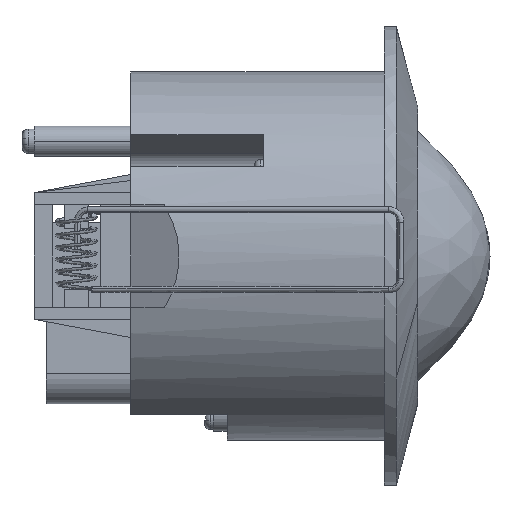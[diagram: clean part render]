
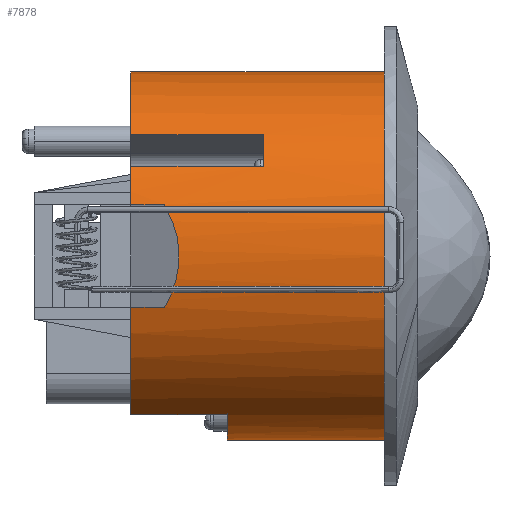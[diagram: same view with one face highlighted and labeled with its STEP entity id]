
A CAD part, left-side view. The second image highlights one B-rep face of the part: STEP entity #7878.
In plain terms, the highlighted cylindrical face has radius 30.5 mm (diameter 61 mm), a partial arc.
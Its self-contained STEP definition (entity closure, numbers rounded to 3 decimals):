
#142 = CIRCLE ( 'NONE', #8545, 30.5 ) ;
#184 = EDGE_CURVE ( 'NONE', #3008, #296, #11804, .T. ) ;
#296 = VERTEX_POINT ( 'NONE', #4404 ) ;
#383 = VERTEX_POINT ( 'NONE', #4231 ) ;
#701 = DIRECTION ( 'NONE',  ( 0., -1., 0. ) ) ;
#766 = CARTESIAN_POINT ( 'NONE',  ( -29.292, 45., -8.5 ) ) ;
#993 = VECTOR ( 'NONE', #6246, 1000. ) ;
#1267 = LINE ( 'NONE', #5123, #13513 ) ;
#2005 = CARTESIAN_POINT ( 'NONE',  ( 0., 61., 0. ) ) ;
#2303 = AXIS2_PLACEMENT_3D ( 'NONE', #14199, #6646, #5598 ) ;
#2345 =( BOUNDED_CURVE ( )  B_SPLINE_CURVE ( 3, ( #11883, #8185, #6910, #9329 ),
 .UNSPECIFIED., .F., .F. ) 
 B_SPLINE_CURVE_WITH_KNOTS ( ( 4, 4 ),
 ( 6.001, 6.566 ),
 .UNSPECIFIED. ) 
 CURVE ( )  GEOMETRIC_REPRESENTATION_ITEM ( )  RATIONAL_B_SPLINE_CURVE ( ( 1., 0.974, 0.974, 1. ) ) 
 REPRESENTATION_ITEM ( '' )  );
#2449 = CIRCLE ( 'NONE', #3773, 30.5 ) ;
#2503 = VERTEX_POINT ( 'NONE', #12596 ) ;
#2634 = CYLINDRICAL_SURFACE ( 'NONE', #3896, 30.5 ) ;
#3008 = VERTEX_POINT ( 'NONE', #6354 ) ;
#3212 = ORIENTED_EDGE ( 'NONE', *, *, #9413, .F. ) ;
#3335 = EDGE_CURVE ( 'NONE', #6484, #3872, #12429, .T. ) ;
#3357 = EDGE_LOOP ( 'NONE', ( #3212, #8975, #9902, #16077, #14362, #10399, #9090, #11639, #9633, #13753, #15087, #15420, #5379, #14434 ) ) ;
#3366 = VERTEX_POINT ( 'NONE', #12791 ) ;
#3372 = EDGE_CURVE ( 'NONE', #9173, #383, #13596, .T. ) ;
#3482 = VERTEX_POINT ( 'NONE', #11732 ) ;
#3773 = AXIS2_PLACEMENT_3D ( 'NONE', #13334, #9787, #8217 ) ;
#3872 = VERTEX_POINT ( 'NONE', #8691 ) ;
#3896 = AXIS2_PLACEMENT_3D ( 'NONE', #2005, #4557, #10832 ) ;
#4231 = CARTESIAN_POINT ( 'NONE',  ( -22.949, 23., 20.089 ) ) ;
#4308 = CARTESIAN_POINT ( 'NONE',  ( -29.292, 45., 8.5 ) ) ;
#4314 = EDGE_CURVE ( 'NONE', #7802, #15165, #16124, .T. ) ;
#4404 = CARTESIAN_POINT ( 'NONE',  ( 0., 1., -30.5 ) ) ;
#4557 = DIRECTION ( 'NONE',  ( 0., -1., 0. ) ) ;
#4564 = VERTEX_POINT ( 'NONE', #8904 ) ;
#5123 = CARTESIAN_POINT ( 'NONE',  ( -22.949, 23., 20.089 ) ) ;
#5379 = ORIENTED_EDGE ( 'NONE', *, *, #184, .T. ) ;
#5402 = DIRECTION ( 'NONE',  ( 0., 0., 1. ) ) ;
#5461 = CARTESIAN_POINT ( 'NONE',  ( 0., 45., 0. ) ) ;
#5478 = CARTESIAN_POINT ( 'NONE',  ( -15.5, 61., -26.268 ) ) ;
#5596 = CARTESIAN_POINT ( 'NONE',  ( -29.292, 61., 8.5 ) ) ;
#5598 = DIRECTION ( 'NONE',  ( 0., 0., 1. ) ) ;
#5610 = EDGE_CURVE ( 'NONE', #383, #4564, #1267, .T. ) ;
#5672 = EDGE_CURVE ( 'NONE', #12552, #3482, #15905, .T. ) ;
#5888 = VECTOR ( 'NONE', #9400, 1000. ) ;
#5894 = VECTOR ( 'NONE', #8143, 1000. ) ;
#6246 = DIRECTION ( 'NONE',  ( 0., -1., 0. ) ) ;
#6354 = CARTESIAN_POINT ( 'NONE',  ( 0., 29., -30.5 ) ) ;
#6389 = DIRECTION ( 'NONE',  ( 0., 1., 0. ) ) ;
#6425 = EDGE_CURVE ( 'NONE', #12552, #7802, #16076, .T. ) ;
#6484 = VERTEX_POINT ( 'NONE', #4308 ) ;
#6603 = EDGE_CURVE ( 'NONE', #3008, #3482, #2449, .T. ) ;
#6646 = DIRECTION ( 'NONE',  ( 0., 1., 0. ) ) ;
#6720 = DIRECTION ( 'NONE',  ( 0., 1., 0. ) ) ;
#6899 = CARTESIAN_POINT ( 'NONE',  ( -29.292, 39.417, 8.5 ) ) ;
#6910 = CARTESIAN_POINT ( 'NONE',  ( -30.914, 36.173, -2.91 ) ) ;
#7430 = AXIS2_PLACEMENT_3D ( 'NONE', #12951, #6720, #12842 ) ;
#7443 = CARTESIAN_POINT ( 'NONE',  ( -26.617, 23., 14.892 ) ) ;
#7802 = VERTEX_POINT ( 'NONE', #766 ) ;
#7829 = DIRECTION ( 'NONE',  ( 0., 1., 0. ) ) ;
#7878 = ADVANCED_FACE ( 'NONE', ( #12901 ), #2634, .T. ) ;
#8143 = DIRECTION ( 'NONE',  ( 0., -1., 0. ) ) ;
#8185 = CARTESIAN_POINT ( 'NONE',  ( -30.914, 36.173, 2.91 ) ) ;
#8217 = DIRECTION ( 'NONE',  ( 0., 0., 1. ) ) ;
#8237 = VECTOR ( 'NONE', #701, 1000. ) ;
#8545 = AXIS2_PLACEMENT_3D ( 'NONE', #10581, #9318, #10424 ) ;
#8691 = CARTESIAN_POINT ( 'NONE',  ( -26.617, 45., 14.892 ) ) ;
#8904 = CARTESIAN_POINT ( 'NONE',  ( -22.949, 45., 20.089 ) ) ;
#8921 = EDGE_CURVE ( 'NONE', #13294, #15165, #2345, .T. ) ;
#8975 = ORIENTED_EDGE ( 'NONE', *, *, #11040, .F. ) ;
#9090 = ORIENTED_EDGE ( 'NONE', *, *, #12572, .T. ) ;
#9113 = VECTOR ( 'NONE', #14999, 1000. ) ;
#9173 = VERTEX_POINT ( 'NONE', #12095 ) ;
#9288 = CARTESIAN_POINT ( 'NONE',  ( 0., 61., -30.5 ) ) ;
#9318 = DIRECTION ( 'NONE',  ( 0., -1., 0. ) ) ;
#9329 = CARTESIAN_POINT ( 'NONE',  ( -29.292, 39.417, -8.5 ) ) ;
#9349 = EDGE_CURVE ( 'NONE', #9173, #3872, #11280, .T. ) ;
#9400 = DIRECTION ( 'NONE',  ( 0., -1., 0. ) ) ;
#9413 = EDGE_CURVE ( 'NONE', #3366, #2503, #12083, .T. ) ;
#9633 = ORIENTED_EDGE ( 'NONE', *, *, #4314, .F. ) ;
#9787 = DIRECTION ( 'NONE',  ( 0., 1., 0. ) ) ;
#9902 = ORIENTED_EDGE ( 'NONE', *, *, #5610, .F. ) ;
#10299 = CARTESIAN_POINT ( 'NONE',  ( 0., 45., 0. ) ) ;
#10399 = ORIENTED_EDGE ( 'NONE', *, *, #3335, .F. ) ;
#10424 = DIRECTION ( 'NONE',  ( 0., 0., -1. ) ) ;
#10567 = CARTESIAN_POINT ( 'NONE',  ( -29.292, 39.417, -8.5 ) ) ;
#10581 = CARTESIAN_POINT ( 'NONE',  ( 0., 1., 0. ) ) ;
#10832 = DIRECTION ( 'NONE',  ( 0., 0., -1. ) ) ;
#11040 = EDGE_CURVE ( 'NONE', #4564, #3366, #13028, .T. ) ;
#11280 = LINE ( 'NONE', #7443, #9113 ) ;
#11504 = DIRECTION ( 'NONE',  ( 0., 1., 0. ) ) ;
#11539 = VECTOR ( 'NONE', #14135, 1000. ) ;
#11603 = EDGE_CURVE ( 'NONE', #2503, #296, #142, .T. ) ;
#11639 = ORIENTED_EDGE ( 'NONE', *, *, #8921, .T. ) ;
#11732 = CARTESIAN_POINT ( 'NONE',  ( -15.5, 29., -26.268 ) ) ;
#11804 = LINE ( 'NONE', #9288, #5888 ) ;
#11883 = CARTESIAN_POINT ( 'NONE',  ( -29.292, 39.417, 8.5 ) ) ;
#12083 = LINE ( 'NONE', #13793, #993 ) ;
#12095 = CARTESIAN_POINT ( 'NONE',  ( -26.617, 23., 14.892 ) ) ;
#12110 = AXIS2_PLACEMENT_3D ( 'NONE', #5461, #7829, #5402 ) ;
#12429 = CIRCLE ( 'NONE', #14210, 30.5 ) ;
#12552 = VERTEX_POINT ( 'NONE', #15639 ) ;
#12572 = EDGE_CURVE ( 'NONE', #6484, #13294, #12606, .T. ) ;
#12596 = CARTESIAN_POINT ( 'NONE',  ( 0., 1., 30.5 ) ) ;
#12606 = LINE ( 'NONE', #5596, #5894 ) ;
#12791 = CARTESIAN_POINT ( 'NONE',  ( 0., 45., 30.5 ) ) ;
#12842 = DIRECTION ( 'NONE',  ( 0., 0., 1. ) ) ;
#12901 = FACE_OUTER_BOUND ( 'NONE', #3357, .T. ) ;
#12951 = CARTESIAN_POINT ( 'NONE',  ( 0., 23., 0. ) ) ;
#13028 = CIRCLE ( 'NONE', #2303, 30.5 ) ;
#13042 = CARTESIAN_POINT ( 'NONE',  ( -29.292, 61., -8.5 ) ) ;
#13294 = VERTEX_POINT ( 'NONE', #6899 ) ;
#13334 = CARTESIAN_POINT ( 'NONE',  ( 0., 29., 0. ) ) ;
#13513 = VECTOR ( 'NONE', #6389, 1000. ) ;
#13596 = CIRCLE ( 'NONE', #7430, 30.5 ) ;
#13753 = ORIENTED_EDGE ( 'NONE', *, *, #6425, .F. ) ;
#13793 = CARTESIAN_POINT ( 'NONE',  ( 0., 61., 30.5 ) ) ;
#14135 = DIRECTION ( 'NONE',  ( 0., -1., 0. ) ) ;
#14199 = CARTESIAN_POINT ( 'NONE',  ( 0., 45., 0. ) ) ;
#14210 = AXIS2_PLACEMENT_3D ( 'NONE', #10299, #11504, #15540 ) ;
#14362 = ORIENTED_EDGE ( 'NONE', *, *, #9349, .T. ) ;
#14434 = ORIENTED_EDGE ( 'NONE', *, *, #11603, .F. ) ;
#14999 = DIRECTION ( 'NONE',  ( 0., 1., 0. ) ) ;
#15087 = ORIENTED_EDGE ( 'NONE', *, *, #5672, .T. ) ;
#15165 = VERTEX_POINT ( 'NONE', #10567 ) ;
#15420 = ORIENTED_EDGE ( 'NONE', *, *, #6603, .F. ) ;
#15540 = DIRECTION ( 'NONE',  ( 0., 0., 1. ) ) ;
#15639 = CARTESIAN_POINT ( 'NONE',  ( -15.5, 45., -26.268 ) ) ;
#15905 = LINE ( 'NONE', #5478, #11539 ) ;
#16076 = CIRCLE ( 'NONE', #12110, 30.5 ) ;
#16077 = ORIENTED_EDGE ( 'NONE', *, *, #3372, .F. ) ;
#16124 = LINE ( 'NONE', #13042, #8237 ) ;
